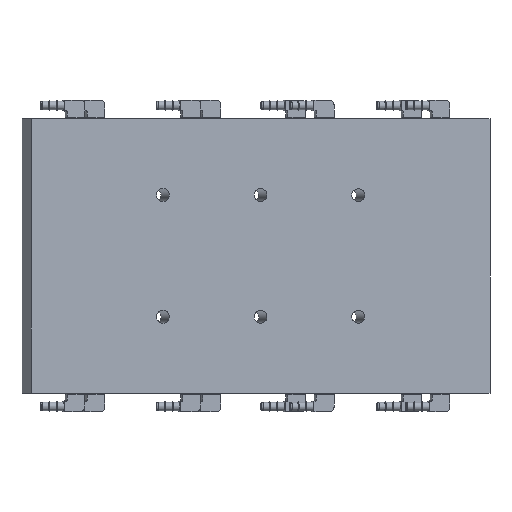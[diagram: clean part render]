
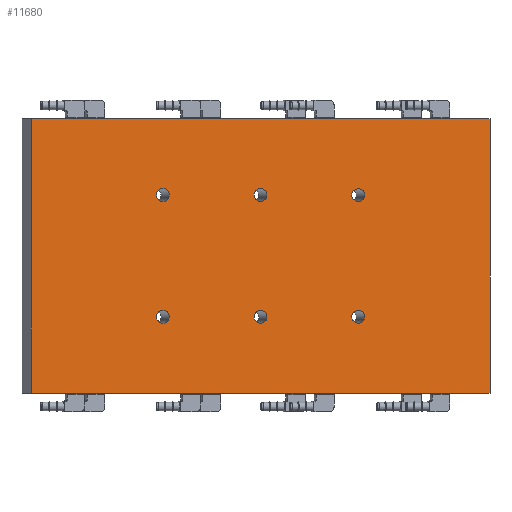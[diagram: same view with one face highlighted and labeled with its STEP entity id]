
A CAD part, top view. The second image highlights one B-rep face of the part: STEP entity #11680.
In plain terms, the highlighted face is planar.
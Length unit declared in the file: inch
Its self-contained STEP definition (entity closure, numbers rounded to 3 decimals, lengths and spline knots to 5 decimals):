
#395=FACE_BOUND('',#1983,.T.);
#396=FACE_BOUND('',#1984,.T.);
#397=FACE_BOUND('',#1985,.T.);
#398=FACE_BOUND('',#1986,.T.);
#399=FACE_BOUND('',#1987,.T.);
#400=FACE_BOUND('',#1988,.T.);
#680=PLANE('',#12912);
#1246=FACE_OUTER_BOUND('',#1982,.T.);
#1982=EDGE_LOOP('',(#10349,#10350,#10351,#10352));
#1983=EDGE_LOOP('',(#10353));
#1984=EDGE_LOOP('',(#10354));
#1985=EDGE_LOOP('',(#10355));
#1986=EDGE_LOOP('',(#10356));
#1987=EDGE_LOOP('',(#10357));
#1988=EDGE_LOOP('',(#10358));
#3011=LINE('',#19446,#4025);
#3014=LINE('',#19451,#4028);
#3016=LINE('',#19456,#4030);
#3017=LINE('',#19458,#4031);
#4025=VECTOR('',#16079,0.3937);
#4028=VECTOR('',#16084,0.3937);
#4030=VECTOR('',#16090,0.3937);
#4031=VECTOR('',#16093,0.3937);
#4453=CIRCLE('',#12490,0.1285);
#4456=CIRCLE('',#12496,0.1285);
#4459=CIRCLE('',#12502,0.1285);
#4462=CIRCLE('',#12508,0.1285);
#4465=CIRCLE('',#12514,0.1285);
#4468=CIRCLE('',#12520,0.1285);
#5327=VERTEX_POINT('',#18363);
#5330=VERTEX_POINT('',#18374);
#5333=VERTEX_POINT('',#18385);
#5336=VERTEX_POINT('',#18396);
#5339=VERTEX_POINT('',#18407);
#5342=VERTEX_POINT('',#18418);
#5628=VERTEX_POINT('',#19443);
#5629=VERTEX_POINT('',#19445);
#5630=VERTEX_POINT('',#19449);
#5631=VERTEX_POINT('',#19454);
#6713=EDGE_CURVE('',#5327,#5327,#4453,.T.);
#6718=EDGE_CURVE('',#5330,#5330,#4456,.T.);
#6723=EDGE_CURVE('',#5333,#5333,#4459,.T.);
#6728=EDGE_CURVE('',#5336,#5336,#4462,.T.);
#6733=EDGE_CURVE('',#5339,#5339,#4465,.T.);
#6738=EDGE_CURVE('',#5342,#5342,#4468,.T.);
#7229=EDGE_CURVE('',#5628,#5629,#3011,.T.);
#7232=EDGE_CURVE('',#5630,#5628,#3014,.T.);
#7234=EDGE_CURVE('',#5631,#5630,#3016,.T.);
#7235=EDGE_CURVE('',#5629,#5631,#3017,.T.);
#10349=ORIENTED_EDGE('',*,*,#7235,.F.);
#10350=ORIENTED_EDGE('',*,*,#7229,.F.);
#10351=ORIENTED_EDGE('',*,*,#7232,.F.);
#10352=ORIENTED_EDGE('',*,*,#7234,.F.);
#10353=ORIENTED_EDGE('',*,*,#6713,.T.);
#10354=ORIENTED_EDGE('',*,*,#6718,.T.);
#10355=ORIENTED_EDGE('',*,*,#6723,.T.);
#10356=ORIENTED_EDGE('',*,*,#6728,.T.);
#10357=ORIENTED_EDGE('',*,*,#6733,.T.);
#10358=ORIENTED_EDGE('',*,*,#6738,.T.);
#11680=ADVANCED_FACE('',(#1246,#395,#396,#397,#398,#399,#400),#680,.F.);
#12490=AXIS2_PLACEMENT_3D('',#18365,#14903,#14904);
#12496=AXIS2_PLACEMENT_3D('',#18376,#14917,#14918);
#12502=AXIS2_PLACEMENT_3D('',#18387,#14931,#14932);
#12508=AXIS2_PLACEMENT_3D('',#18398,#14945,#14946);
#12514=AXIS2_PLACEMENT_3D('',#18409,#14959,#14960);
#12520=AXIS2_PLACEMENT_3D('',#18420,#14973,#14974);
#12912=AXIS2_PLACEMENT_3D('',#19459,#16094,#16095);
#14903=DIRECTION('center_axis',(0.,0.,1.));
#14904=DIRECTION('ref_axis',(1.,0.,0.));
#14917=DIRECTION('center_axis',(0.,0.,1.));
#14918=DIRECTION('ref_axis',(1.,0.,0.));
#14931=DIRECTION('center_axis',(0.,0.,1.));
#14932=DIRECTION('ref_axis',(1.,0.,0.));
#14945=DIRECTION('center_axis',(0.,0.,1.));
#14946=DIRECTION('ref_axis',(1.,0.,0.));
#14959=DIRECTION('center_axis',(0.,0.,1.));
#14960=DIRECTION('ref_axis',(1.,0.,0.));
#14973=DIRECTION('center_axis',(0.,0.,1.));
#14974=DIRECTION('ref_axis',(1.,0.,0.));
#16079=DIRECTION('',(0.,-1.,0.));
#16084=DIRECTION('',(-1.,0.,0.));
#16090=DIRECTION('',(0.,1.,0.));
#16093=DIRECTION('',(1.,0.,0.));
#16094=DIRECTION('center_axis',(0.,0.,1.));
#16095=DIRECTION('ref_axis',(1.,0.,0.));
#18363=CARTESIAN_POINT('',(-0.1285,1.22047,0.));
#18365=CARTESIAN_POINT('Origin',(0.,1.22047,0.));
#18374=CARTESIAN_POINT('',(-2.097,1.22047,0.));
#18376=CARTESIAN_POINT('Origin',(-1.9685,1.22047,0.));
#18385=CARTESIAN_POINT('',(1.84,-1.22047,0.));
#18387=CARTESIAN_POINT('Origin',(1.9685,-1.22047,0.));
#18396=CARTESIAN_POINT('',(-2.097,-1.22047,0.));
#18398=CARTESIAN_POINT('Origin',(-1.9685,-1.22047,0.));
#18407=CARTESIAN_POINT('',(1.84,1.22047,0.));
#18409=CARTESIAN_POINT('Origin',(1.9685,1.22047,0.));
#18418=CARTESIAN_POINT('',(-0.1285,-1.22047,0.));
#18420=CARTESIAN_POINT('Origin',(0.,-1.22047,0.));
#19443=CARTESIAN_POINT('',(-4.625,2.75,0.));
#19445=CARTESIAN_POINT('',(-4.625,-2.75,0.));
#19446=CARTESIAN_POINT('',(-4.625,2.75,0.));
#19449=CARTESIAN_POINT('',(4.625,2.75,0.));
#19451=CARTESIAN_POINT('',(4.625,2.75,0.));
#19454=CARTESIAN_POINT('',(4.625,-2.75,0.));
#19456=CARTESIAN_POINT('',(4.625,-2.75,0.));
#19458=CARTESIAN_POINT('',(-4.625,-2.75,0.));
#19459=CARTESIAN_POINT('Origin',(0.,0.,
0.));
